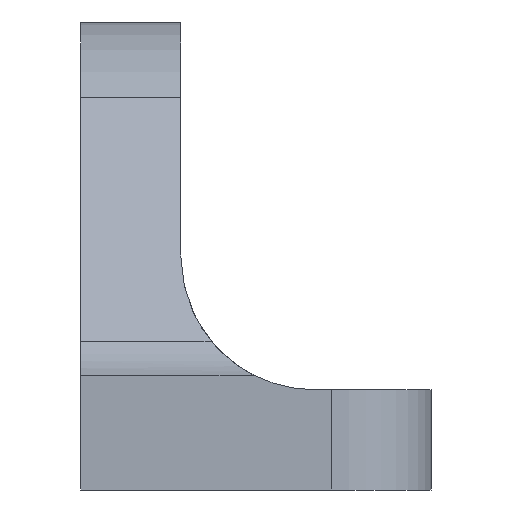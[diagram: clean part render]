
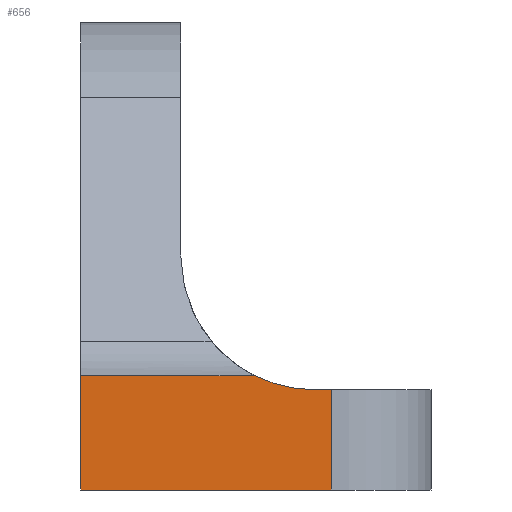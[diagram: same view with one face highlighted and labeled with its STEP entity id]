
A CAD part, left-side view. The second image highlights one B-rep face of the part: STEP entity #656.
In plain terms, the highlighted planar face has unit normal (-1, 0, 0).
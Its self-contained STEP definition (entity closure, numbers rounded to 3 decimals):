
#34=PLANE('',#716);
#52=FACE_OUTER_BOUND('',#87,.T.);
#87=EDGE_LOOP('',(#484,#485,#486,#487,#488,#489));
#131=CIRCLE('',#704,4.);
#179=LINE('',#1174,#226);
#183=LINE('',#1187,#230);
#184=LINE('',#1190,#231);
#185=LINE('',#1192,#232);
#186=LINE('',#1193,#233);
#226=VECTOR('',#807,10.);
#230=VECTOR('',#819,10.);
#231=VECTOR('',#822,10.);
#232=VECTOR('',#823,10.);
#233=VECTOR('',#824,10.);
#281=VERTEX_POINT('',#995);
#282=VERTEX_POINT('',#1004);
#301=VERTEX_POINT('',#1173);
#306=VERTEX_POINT('',#1185);
#307=VERTEX_POINT('',#1189);
#308=VERTEX_POINT('',#1191);
#347=EDGE_CURVE('',#282,#281,#131,.F.);
#371=EDGE_CURVE('',#282,#301,#179,.T.);
#378=EDGE_CURVE('',#306,#281,#183,.T.);
#379=EDGE_CURVE('',#307,#306,#184,.T.);
#380=EDGE_CURVE('',#307,#308,#185,.T.);
#381=EDGE_CURVE('',#301,#308,#186,.T.);
#484=ORIENTED_EDGE('',*,*,#378,.F.);
#485=ORIENTED_EDGE('',*,*,#379,.F.);
#486=ORIENTED_EDGE('',*,*,#380,.T.);
#487=ORIENTED_EDGE('',*,*,#381,.F.);
#488=ORIENTED_EDGE('',*,*,#371,.F.);
#489=ORIENTED_EDGE('',*,*,#347,.T.);
#656=ADVANCED_FACE('',(#52),#34,.T.);
#704=AXIS2_PLACEMENT_3D('',#1005,#784,#785);
#716=AXIS2_PLACEMENT_3D('',#1188,#820,#821);
#784=DIRECTION('center_axis',(-1.,0.,0.));
#785=DIRECTION('ref_axis',(0.,0.707,-0.707));
#807=DIRECTION('',(0.,-1.,0.));
#819=DIRECTION('',(0.,-1.,0.));
#820=DIRECTION('center_axis',(-1.,0.,0.));
#821=DIRECTION('ref_axis',(0.,0.,-1.));
#822=DIRECTION('',(0.,0.,1.));
#823=DIRECTION('',(0.,-1.,0.));
#824=DIRECTION('',(0.,0.,-1.));
#995=CARTESIAN_POINT('',(-31.306,-74.893,3.416));
#1004=CARTESIAN_POINT('',(-31.306,-76.669,3.));
#1005=CARTESIAN_POINT('Origin',(-31.306,-76.669,7.));
#1173=CARTESIAN_POINT('',(-31.306,-77.169,3.));
#1174=CARTESIAN_POINT('',(-31.306,-69.669,3.));
#1185=CARTESIAN_POINT('',(-31.306,-69.669,3.416));
#1187=CARTESIAN_POINT('',(-31.306,-69.669,3.416));
#1188=CARTESIAN_POINT('Origin',(-31.306,-69.669,4.));
#1189=CARTESIAN_POINT('',(-31.306,-69.669,0.));
#1190=CARTESIAN_POINT('',(-31.306,-69.669,0.));
#1191=CARTESIAN_POINT('',(-31.306,-77.169,0.));
#1192=CARTESIAN_POINT('',(-31.306,-69.669,0.));
#1193=CARTESIAN_POINT('',(-31.306,-77.169,2.75));
